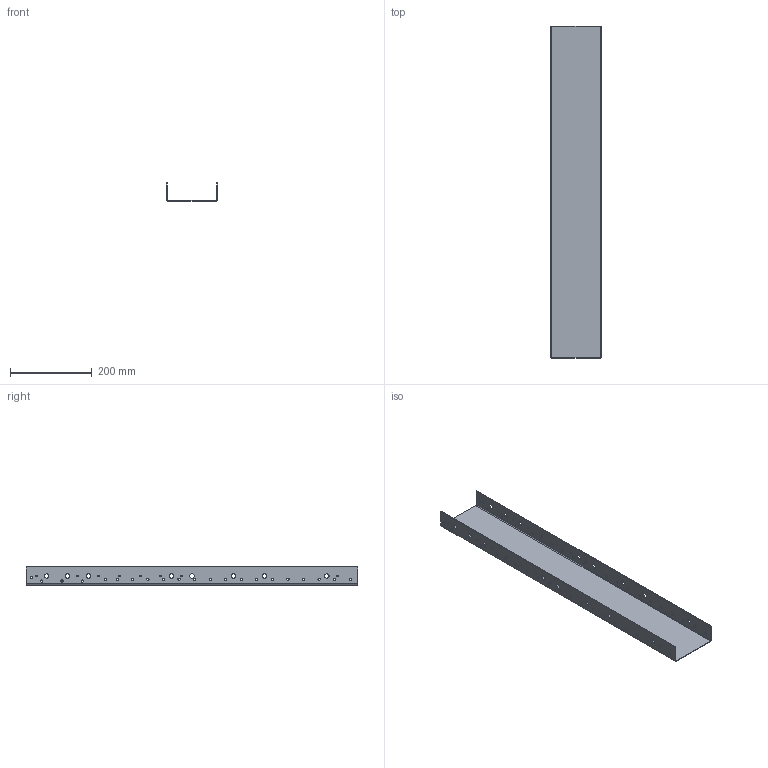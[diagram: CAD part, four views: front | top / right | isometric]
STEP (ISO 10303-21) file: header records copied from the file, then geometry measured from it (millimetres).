
FILE_DESCRIPTION(/* description */ ('STEP AP242','CAx-IF Rec.Pracs.---Representation and Presentation of Product Manufacturing Information (PMI)---4.0---2014-10-13','CAx-IF Rec.Pracs.---3D Tessellated Geometry---0.4---2014-09-14','2;1'),/* implementation_level */ '2;1');
FILE_NAME(/* name */ '68390265e8c1750d9717803e',/* time_stamp */ '2025-05-30T00:57:09Z',/* author */ (''),/* organization */ (''),/* preprocessor_version */ 'ST-DEVELOPER v20',/* originating_system */ 'ONSHAPE BY PTC INC, 1.198',/* authorisation */ ' ');
FILE_SCHEMA (('AP242_MANAGED_MODEL_BASED_3D_ENGINEERING_MIM_LF { 1 0 10303 442 1 1 4 }'));
Length unit declared in the file: metre
Products named in the file (1): Bridge
Bounding box: 124.99 x 812.8 x 44.45 mm (x, y, z)
Volume: 253174.2 mm3; surface area: 338745.8 mm2
Topology: 1 solids, 1 shells, 96 faces, 266 edges, 172 vertices
Faces by surface type: cylinder 78, plane 18
Full cylindrical faces by diameter (mm): 4.763 x16, 5.5 x42, 10.922 x16
Entity records: 3086 total; most frequent: DIRECTION 542, CARTESIAN_POINT 461, ORIENTED_EDGE 384, EDGE_LOOP 318, FACE_BOUND 318, AXIS2_PLACEMENT_3D 253, EDGE_CURVE 192, VERTEX_POINT 172
